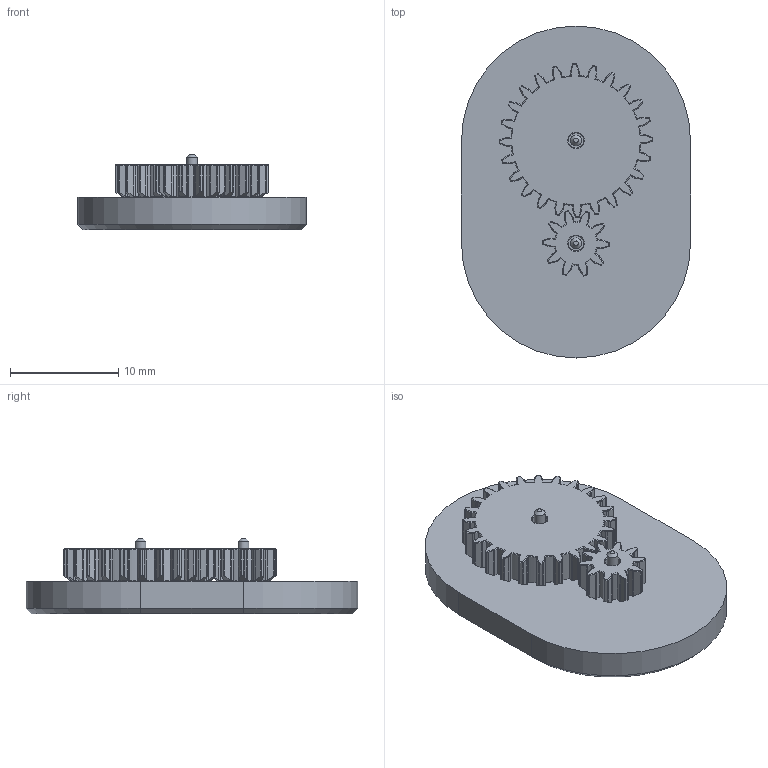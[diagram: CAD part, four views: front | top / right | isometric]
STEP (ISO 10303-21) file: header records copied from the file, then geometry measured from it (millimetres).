
FILE_DESCRIPTION(/* description */ (''),/* implementation_level */ '2;1');
FILE_NAME(/* name */ 'Gear Tester v23.step',/* time_stamp */ '2023-09-19T11:52:23-04:00',/* author */ (''),/* organization */ (''),/* preprocessor_version */ 'ST-DEVELOPER v20',/* originating_system */ 'Autodesk Translation Framework v12.9.0.99',/* authorisation */ '');
FILE_SCHEMA (('AUTOMOTIVE_DESIGN { 1 0 10303 214 3 1 1 }'));
Length unit declared in the file: millimetre
Products named in the file (4): Gear Tester; Gear Tester_1; GearV4; Large Gear
Assembly tree (3 placements, depth 2):
  Gear Tester
    Gear Tester_1
    GearV4
    Large Gear
Bounding box: 21.16 x 30.66 x 7 mm (x, y, z)
Volume: 2090.7 mm3; surface area: 1992.4 mm2
Topology: 3 solids, 3 shells, 878 faces, 2190 edges, 1320 vertices
Faces by surface type: plane 488, cone 214, cylinder 176
Full cylindrical faces by diameter (mm): 1 x2, 1.4 x2
Entity records: 25909 total; most frequent: CARTESIAN_POINT 4803, DIRECTION 4458, ORIENTED_EDGE 4380, EDGE_CURVE 2190, AXIS2_PLACEMENT_3D 1519, LINE 1420, VECTOR 1420, VERTEX_POINT 1320
